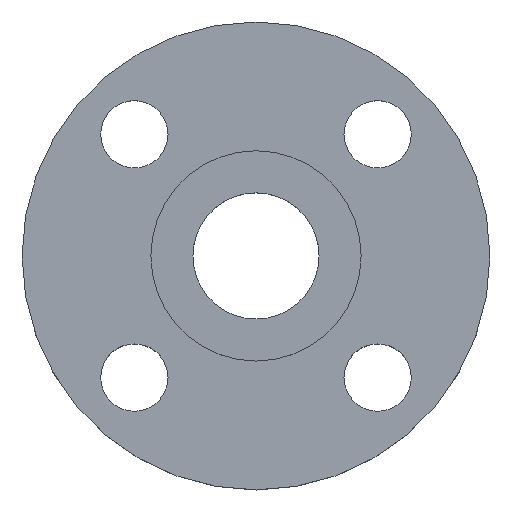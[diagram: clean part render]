
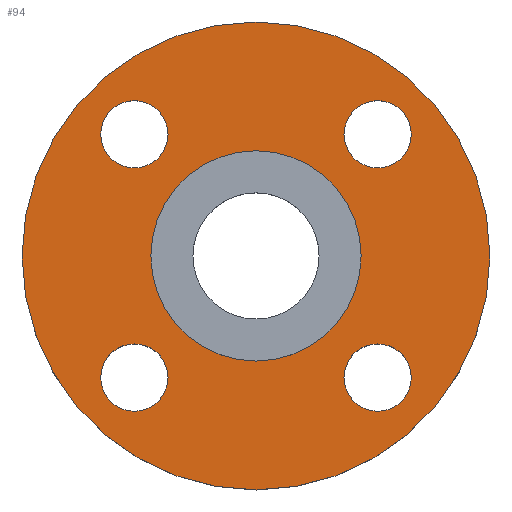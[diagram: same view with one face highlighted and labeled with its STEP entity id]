
A CAD part, top view. The second image highlights one B-rep face of the part: STEP entity #94.
In plain terms, the highlighted planar face has unit normal (0, 0, 1).
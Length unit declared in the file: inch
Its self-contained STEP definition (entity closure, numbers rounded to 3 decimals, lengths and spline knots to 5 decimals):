
#2 = PLANE ( 'NONE',  #619 ) ;
#4 = DIRECTION ( 'NONE',  ( 0., 0., 1. ) ) ;
#7 = EDGE_LOOP ( 'NONE', ( #62, #729 ) ) ;
#12 = EDGE_CURVE ( 'NONE', #742, #595, #463, .T. ) ;
#16 = VERTEX_POINT ( 'NONE', #29 ) ;
#17 = AXIS2_PLACEMENT_3D ( 'NONE', #503, #23, #761 ) ;
#21 = EDGE_CURVE ( 'NONE', #445, #50, #313, .T. ) ;
#23 = DIRECTION ( 'NONE',  ( 0., 0., 1. ) ) ;
#29 = CARTESIAN_POINT ( 'NONE',  ( -1.59099, 2.03099, -0.25 ) ) ;
#32 = CARTESIAN_POINT ( 'NONE',  ( -3.06, 0., -0.25 ) ) ;
#37 = DIRECTION ( 'NONE',  ( 1., 0., 0. ) ) ;
#41 = ORIENTED_EDGE ( 'NONE', *, *, #436, .T. ) ;
#48 = CARTESIAN_POINT ( 'NONE',  ( 0., 0., -0.25 ) ) ;
#50 = VERTEX_POINT ( 'NONE', #292 ) ;
#51 = DIRECTION ( 'NONE',  ( 0., 0., 1. ) ) ;
#53 = CARTESIAN_POINT ( 'NONE',  ( 1.59099, -1.59099, -0.25 ) ) ;
#62 = ORIENTED_EDGE ( 'NONE', *, *, #600, .F. ) ;
#63 = DIRECTION ( 'NONE',  ( 0., -1., 0. ) ) ;
#66 = EDGE_LOOP ( 'NONE', ( #41, #704 ) ) ;
#93 = CARTESIAN_POINT ( 'NONE',  ( -1.59099, -1.59099, -0.25 ) ) ;
#94 = ADVANCED_FACE ( 'NONE', ( #352, #228, #429, #349, #360, #597 ), #2, .T. ) ;
#107 = DIRECTION ( 'NONE',  ( 0., 0., 1. ) ) ;
#119 = CARTESIAN_POINT ( 'NONE',  ( -1.59099, -1.59099, -0.25 ) ) ;
#156 = CIRCLE ( 'NONE', #718, 1.375 ) ;
#159 = CARTESIAN_POINT ( 'NONE',  ( -1.59099, 1.59099, -0.25 ) ) ;
#160 = EDGE_CURVE ( 'NONE', #16, #194, #537, .T. ) ;
#168 = DIRECTION ( 'NONE',  ( 1., 0., 0. ) ) ;
#188 = VERTEX_POINT ( 'NONE', #211 ) ;
#194 = VERTEX_POINT ( 'NONE', #694 ) ;
#196 = EDGE_CURVE ( 'NONE', #766, #456, #498, .T. ) ;
#211 = CARTESIAN_POINT ( 'NONE',  ( 1.59099, -2.03099, -0.25 ) ) ;
#212 = VERTEX_POINT ( 'NONE', #303 ) ;
#217 = AXIS2_PLACEMENT_3D ( 'NONE', #232, #408, #422 ) ;
#228 = FACE_BOUND ( 'NONE', #7, .T. ) ;
#231 = CIRCLE ( 'NONE', #682, 0.44 ) ;
#232 = CARTESIAN_POINT ( 'NONE',  ( 1.59099, 1.59099, -0.25 ) ) ;
#237 = EDGE_LOOP ( 'NONE', ( #584, #688 ) ) ;
#245 = DIRECTION ( 'NONE',  ( 0., 0., 1. ) ) ;
#249 = VERTEX_POINT ( 'NONE', #576 ) ;
#252 = CIRCLE ( 'NONE', #302, 3.06 ) ;
#276 = AXIS2_PLACEMENT_3D ( 'NONE', #549, #4, #538 ) ;
#282 = CARTESIAN_POINT ( 'NONE',  ( 3.06, 0., -0.25 ) ) ;
#292 = CARTESIAN_POINT ( 'NONE',  ( 2.03099, 1.59099, -0.25 ) ) ;
#293 = ORIENTED_EDGE ( 'NONE', *, *, #21, .F. ) ;
#302 = AXIS2_PLACEMENT_3D ( 'NONE', #693, #746, #566 ) ;
#303 = CARTESIAN_POINT ( 'NONE',  ( -1.15099, -1.59099, -0.25 ) ) ;
#313 = CIRCLE ( 'NONE', #217, 0.44 ) ;
#325 = DIRECTION ( 'NONE',  ( 0., 0., -1. ) ) ;
#327 = EDGE_CURVE ( 'NONE', #50, #445, #551, .T. ) ;
#333 = DIRECTION ( 'NONE',  ( 0., 0., 1. ) ) ;
#345 = DIRECTION ( 'NONE',  ( 1., 0., 0. ) ) ;
#346 = EDGE_LOOP ( 'NONE', ( #625, #367 ) ) ;
#349 = FACE_BOUND ( 'NONE', #464, .T. ) ;
#352 = FACE_BOUND ( 'NONE', #237, .T. ) ;
#360 = FACE_BOUND ( 'NONE', #66, .T. ) ;
#367 = ORIENTED_EDGE ( 'NONE', *, *, #401, .F. ) ;
#372 = CIRCLE ( 'NONE', #658, 0.44 ) ;
#375 = EDGE_CURVE ( 'NONE', #212, #670, #372, .T. ) ;
#381 = CIRCLE ( 'NONE', #276, 0.44 ) ;
#396 = DIRECTION ( 'NONE',  ( -1., 0., 0. ) ) ;
#399 = AXIS2_PLACEMENT_3D ( 'NONE', #786, #475, #663 ) ;
#401 = EDGE_CURVE ( 'NONE', #194, #16, #231, .T. ) ;
#408 = DIRECTION ( 'NONE',  ( 0., 0., 1. ) ) ;
#422 = DIRECTION ( 'NONE',  ( 1., 0., 0. ) ) ;
#429 = FACE_BOUND ( 'NONE', #346, .T. ) ;
#430 = CARTESIAN_POINT ( 'NONE',  ( 1.375, 0., -0.25 ) ) ;
#436 = EDGE_CURVE ( 'NONE', #595, #742, #156, .T. ) ;
#445 = VERTEX_POINT ( 'NONE', #587 ) ;
#452 = CARTESIAN_POINT ( 'NONE',  ( 0., 0., -0.25 ) ) ;
#456 = VERTEX_POINT ( 'NONE', #282 ) ;
#463 = CIRCLE ( 'NONE', #560, 1.375 ) ;
#464 = EDGE_LOOP ( 'NONE', ( #514, #293 ) ) ;
#474 = AXIS2_PLACEMENT_3D ( 'NONE', #53, #484, #63 ) ;
#475 = DIRECTION ( 'NONE',  ( 0., 0., 1. ) ) ;
#477 = ORIENTED_EDGE ( 'NONE', *, *, #636, .T. ) ;
#478 = DIRECTION ( 'NONE',  ( -1., 0., 0. ) ) ;
#484 = DIRECTION ( 'NONE',  ( 0., 0., 1. ) ) ;
#498 = CIRCLE ( 'NONE', #17, 3.06 ) ;
#502 = CARTESIAN_POINT ( 'NONE',  ( -2.03099, -1.59099, -0.25 ) ) ;
#503 = CARTESIAN_POINT ( 'NONE',  ( 0., 0., -0.25 ) ) ;
#514 = ORIENTED_EDGE ( 'NONE', *, *, #327, .F. ) ;
#521 = EDGE_CURVE ( 'NONE', #249, #188, #667, .T. ) ;
#537 = CIRCLE ( 'NONE', #399, 0.44 ) ;
#538 = DIRECTION ( 'NONE',  ( 0., -1., 0. ) ) ;
#549 = CARTESIAN_POINT ( 'NONE',  ( 1.59099, -1.59099, -0.25 ) ) ;
#551 = CIRCLE ( 'NONE', #562, 0.44 ) ;
#555 = CARTESIAN_POINT ( 'NONE',  ( -1.375, 0., -0.25 ) ) ;
#560 = AXIS2_PLACEMENT_3D ( 'NONE', #452, #325, #574 ) ;
#562 = AXIS2_PLACEMENT_3D ( 'NONE', #777, #703, #168 ) ;
#566 = DIRECTION ( 'NONE',  ( 1., 0., 0. ) ) ;
#574 = DIRECTION ( 'NONE',  ( 1., 0., 0. ) ) ;
#576 = CARTESIAN_POINT ( 'NONE',  ( 1.59099, -1.15099, -0.25 ) ) ;
#584 = ORIENTED_EDGE ( 'NONE', *, *, #591, .F. ) ;
#587 = CARTESIAN_POINT ( 'NONE',  ( 1.15099, 1.59099, -0.25 ) ) ;
#588 = CIRCLE ( 'NONE', #692, 0.44 ) ;
#591 = EDGE_CURVE ( 'NONE', #188, #249, #381, .T. ) ;
#595 = VERTEX_POINT ( 'NONE', #430 ) ;
#596 = DIRECTION ( 'NONE',  ( 0., 0., -1. ) ) ;
#597 = FACE_OUTER_BOUND ( 'NONE', #657, .T. ) ;
#600 = EDGE_CURVE ( 'NONE', #670, #212, #588, .T. ) ;
#619 = AXIS2_PLACEMENT_3D ( 'NONE', #776, #51, #345 ) ;
#625 = ORIENTED_EDGE ( 'NONE', *, *, #160, .F. ) ;
#636 = EDGE_CURVE ( 'NONE', #456, #766, #252, .T. ) ;
#657 = EDGE_LOOP ( 'NONE', ( #477, #747 ) ) ;
#658 = AXIS2_PLACEMENT_3D ( 'NONE', #93, #107, #396 ) ;
#659 = DIRECTION ( 'NONE',  ( 0., 1., 0. ) ) ;
#663 = DIRECTION ( 'NONE',  ( 0., 1., 0. ) ) ;
#667 = CIRCLE ( 'NONE', #474, 0.44 ) ;
#670 = VERTEX_POINT ( 'NONE', #502 ) ;
#682 = AXIS2_PLACEMENT_3D ( 'NONE', #159, #333, #659 ) ;
#688 = ORIENTED_EDGE ( 'NONE', *, *, #521, .F. ) ;
#692 = AXIS2_PLACEMENT_3D ( 'NONE', #119, #245, #478 ) ;
#693 = CARTESIAN_POINT ( 'NONE',  ( 0., 0., -0.25 ) ) ;
#694 = CARTESIAN_POINT ( 'NONE',  ( -1.59099, 1.15099, -0.25 ) ) ;
#703 = DIRECTION ( 'NONE',  ( 0., 0., 1. ) ) ;
#704 = ORIENTED_EDGE ( 'NONE', *, *, #12, .T. ) ;
#718 = AXIS2_PLACEMENT_3D ( 'NONE', #48, #596, #37 ) ;
#729 = ORIENTED_EDGE ( 'NONE', *, *, #375, .F. ) ;
#742 = VERTEX_POINT ( 'NONE', #555 ) ;
#746 = DIRECTION ( 'NONE',  ( 0., 0., 1. ) ) ;
#747 = ORIENTED_EDGE ( 'NONE', *, *, #196, .T. ) ;
#761 = DIRECTION ( 'NONE',  ( 1., 0., 0. ) ) ;
#766 = VERTEX_POINT ( 'NONE', #32 ) ;
#776 = CARTESIAN_POINT ( 'NONE',  ( 0., 0., -0.25 ) ) ;
#777 = CARTESIAN_POINT ( 'NONE',  ( 1.59099, 1.59099, -0.25 ) ) ;
#786 = CARTESIAN_POINT ( 'NONE',  ( -1.59099, 1.59099, -0.25 ) ) ;
